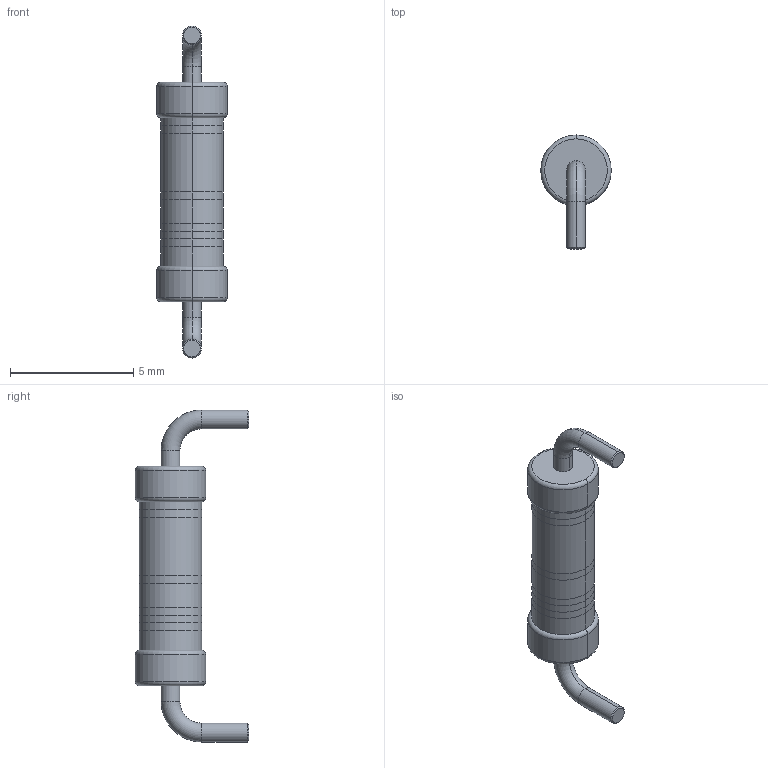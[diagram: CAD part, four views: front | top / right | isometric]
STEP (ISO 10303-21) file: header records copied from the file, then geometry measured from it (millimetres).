
FILE_DESCRIPTION (( 'STEP AP214' ), '1' );
FILE_NAME ('User Library-Resistencia 0.5.STEP', '2010-11-16T06:34:19', ( 'sysAdmin' ), ( 'SolidWorks' ), 'SwSTEP 2.0', 'SolidWorks 2011', '' );
FILE_SCHEMA (( 'AUTOMOTIVE_DESIGN' ));
Length unit declared in the file: inch
Products named in the file (1): User Library-Resistencia 0.5
Bounding box: 2.86 x 4.6 x 13.46 mm (x, y, z)
Volume: 52.8 mm3; surface area: 108.4 mm2
Topology: 1 solids, 1 shells, 50 faces, 98 edges, 52 vertices
Faces by surface type: cylinder 30, torus 12, cone 4, plane 4
Entity records: 1956 total; most frequent: DIRECTION 264, CARTESIAN_POINT 201, ORIENTED_EDGE 196, AXIS2_PLACEMENT_3D 115, EDGE_CURVE 98, CIRCLE 64, DIMENSIONAL_EXPONENTS 53, UNCERTAINTY_MEASURE_WITH_UNIT 53
